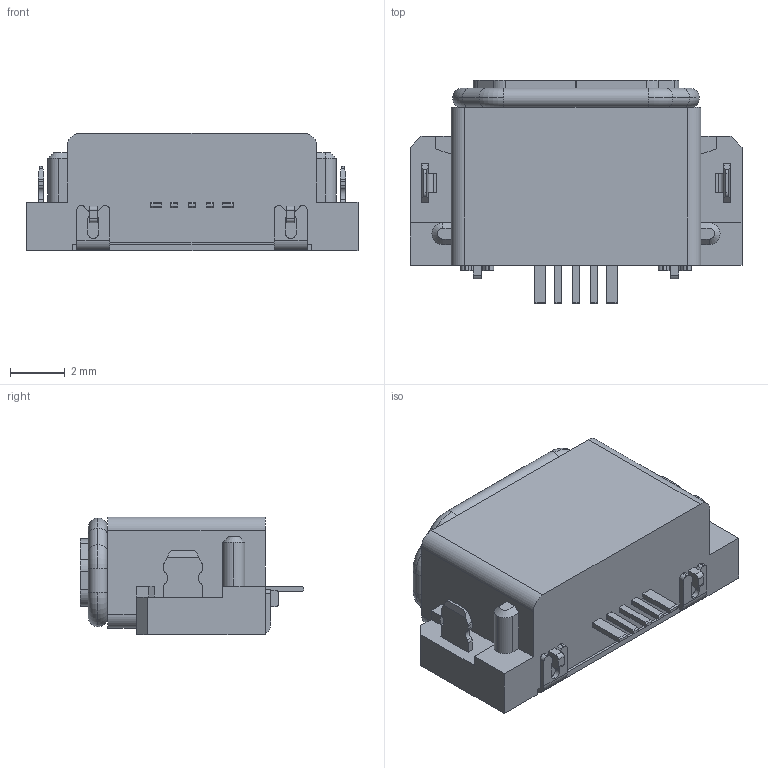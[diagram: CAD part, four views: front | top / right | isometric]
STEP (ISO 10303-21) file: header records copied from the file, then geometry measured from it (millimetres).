
FILE_DESCRIPTION (( 'STEP AP203' ), '1' );
FILE_NAME ('54-00281.STEP', '2021-06-16T21:55:57', ( '' ), ( '' ), 'SwSTEP 2.0', 'SolidWorks 2021', '' );
FILE_SCHEMA (( 'CONFIG_CONTROL_DESIGN' ));
Length unit declared in the file: millimetre
Products named in the file (3): 54-00281; 54-00281_oring
Assembly tree (2 placements, depth 2):
  54-00281
    54-00281
    54-00281_oring
Bounding box: 12.1 x 8.16 x 4.3 mm (x, y, z)
Volume: 209.3 mm3; surface area: 755.9 mm2
Topology: 2 solids, 7 shells, 853 faces, 2306 edges, 1448 vertices
Faces by surface type: plane 526, cylinder 245, cone 32, torus 20, sphere 16, bspline 14
Entity records: 28088 total; most frequent: CARTESIAN_POINT 6678, ORIENTED_EDGE 4572, DIRECTION 4180, EDGE_CURVE 2286, LINE 1558, VECTOR 1558, VERTEX_POINT 1448, AXIS2_PLACEMENT_3D 1311
